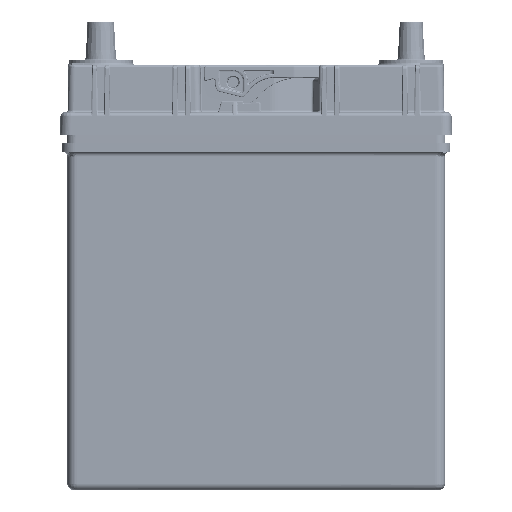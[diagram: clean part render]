
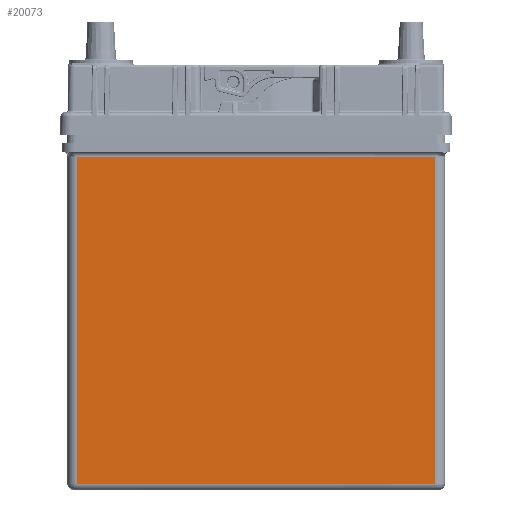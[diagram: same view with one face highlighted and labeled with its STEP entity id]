
A CAD part, left-side view. The second image highlights one B-rep face of the part: STEP entity #20073.
In plain terms, the highlighted planar face has unit normal (-1, 0, 0).
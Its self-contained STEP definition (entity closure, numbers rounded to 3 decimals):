
#20073=ADVANCED_FACE('',(#29125),#23132,.F.);
#23132=PLANE('',#121117);
#29125=FACE_OUTER_BOUND('',#36574,.T.);
#36574=EDGE_LOOP('',(#66945,#66946,#66947,#66948));
#66945=ORIENTED_EDGE('',*,*,#98062,.F.);
#66946=ORIENTED_EDGE('',*,*,#98058,.F.);
#66947=ORIENTED_EDGE('',*,*,#98047,.F.);
#66948=ORIENTED_EDGE('',*,*,#98055,.T.);
#82372=VERTEX_POINT('',#300014);
#82376=VERTEX_POINT('',#300086);
#82381=VERTEX_POINT('',#300180);
#82382=VERTEX_POINT('',#300181);
#98047=EDGE_CURVE('LINE',#82381,#82382,#106967,.T.);
#98055=EDGE_CURVE('LINE',#82381,#82372,#106970,.T.);
#98058=EDGE_CURVE('LINE',#82382,#82376,#106971,.T.);
#98062=EDGE_CURVE('LINE',#82376,#82372,#106974,.T.);
#106967=LINE('',#300179,#113733);
#106970=LINE('',#300242,#113736);
#106971=LINE('',#300516,#113737);
#106974=LINE('',#300793,#113740);
#113733=VECTOR('',#139845,1.);
#113736=VECTOR('',#139856,1.);
#113737=VECTOR('',#139863,1.);
#113740=VECTOR('',#139874,1.);
#121117=AXIS2_PLACEMENT_3D('',#300796,#139879,#139880);
#139845=DIRECTION('',(0.,-1.,0.));
#139856=DIRECTION('',(0.,0.,-1.));
#139863=DIRECTION('',(0.,0.,-1.));
#139874=DIRECTION('',(0.,1.,0.));
#139879=DIRECTION('',(1.,0.,0.));
#139880=DIRECTION('',(0.,0.,-1.));
#300014=CARTESIAN_POINT('',(-59.75,84.458,-172.5));
#300086=CARTESIAN_POINT('',(-59.75,-86.442,-172.5));
#300179=CARTESIAN_POINT('',(-59.75,49.008,-16.59));
#300180=CARTESIAN_POINT('',(-59.75,84.458,-16.59));
#300181=CARTESIAN_POINT('',(-59.75,-86.442,-16.59));
#300242=CARTESIAN_POINT('',(-59.75,84.458,-96.045));
#300516=CARTESIAN_POINT('',(-59.75,-86.442,-96.045));
#300793=CARTESIAN_POINT('',(-59.75,42.483,-172.5));
#300796=CARTESIAN_POINT('',(-59.75,-0.992,-156.445));
